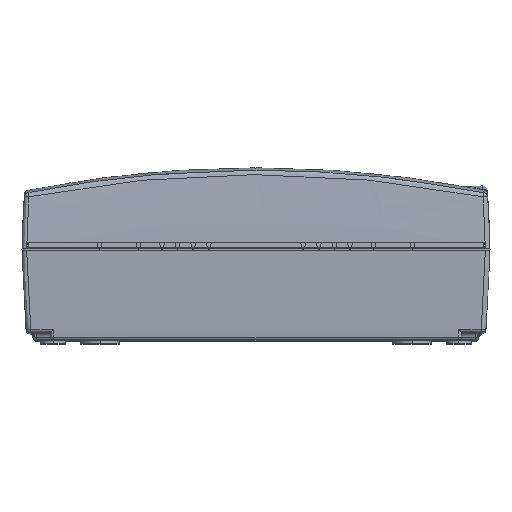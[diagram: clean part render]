
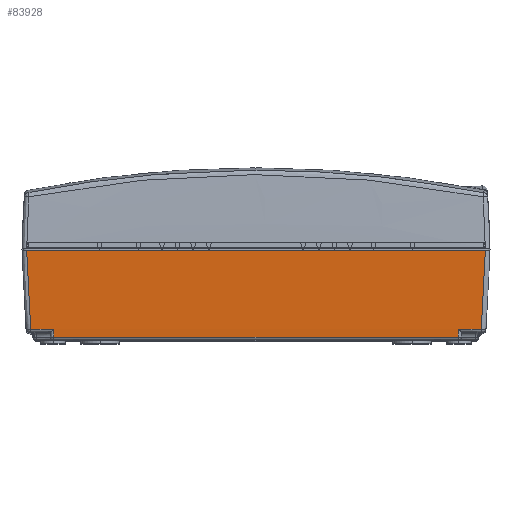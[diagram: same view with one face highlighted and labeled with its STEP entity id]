
A CAD part, top view. The second image highlights one B-rep face of the part: STEP entity #83928.
In plain terms, the highlighted cylindrical face has radius 1000 mm (diameter 2000 mm), a partial arc.
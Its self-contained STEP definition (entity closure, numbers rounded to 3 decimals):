
#9045 = LINE ( 'NONE', #21122, #9047 ) ;
#9047 = VECTOR ( 'NONE', #21125, 1000. ) ;
#9054 = VECTOR ( 'NONE', #21211, 1000. ) ;
#9057 = LINE ( 'NONE', #21209, #9054 ) ;
#9085 = LINE ( 'NONE', #21385, #9094 ) ;
#9094 = VECTOR ( 'NONE', #21401, 1000. ) ;
#21056 = CARTESIAN_POINT ( 'NONE',  ( -129.788, 3.506, 197.125 ) ) ;
#21082 = CARTESIAN_POINT ( 'NONE',  ( -129.73, 1.836, 196.988 ) ) ;
#21086 = CARTESIAN_POINT ( 'NONE',  ( -129.846, 5.176, 197.258 ) ) ;
#21088 = CARTESIAN_POINT ( 'NONE',  ( -129.904, 6.846, 197.387 ) ) ;
#21122 = CARTESIAN_POINT ( 'NONE',  ( 0., 6.846, 197.387 ) ) ;
#21125 = DIRECTION ( 'NONE',  ( -1., 0., 0. ) ) ;
#21131 = CARTESIAN_POINT ( 'NONE',  ( -144.396, 6.846, 197.387 ) ) ;
#21133 = CARTESIAN_POINT ( 'NONE',  ( -144.781, 11.866, 197.774 ) ) ;
#21161 = CARTESIAN_POINT ( 'NONE',  ( -145.548, 22.94, 198.543 ) ) ;
#21162 = CARTESIAN_POINT ( 'NONE',  ( -146.436, 39.827, 199.434 ) ) ;
#21163 = CARTESIAN_POINT ( 'NONE',  ( -146.85, 51.698, 199.848 ) ) ;
#21164 = CARTESIAN_POINT ( 'NONE',  ( -147.001, 57.5, 200. ) ) ;
#21165 = CARTESIAN_POINT ( 'NONE',  ( 147.001, 57.5, 200. ) ) ;
#21166 = CARTESIAN_POINT ( 'NONE',  ( 146.571, 40.579, 199.557 ) ) ;
#21181 = CARTESIAN_POINT ( 'NONE',  ( 129.788, 3.506, 197.125 ) ) ;
#21182 = CARTESIAN_POINT ( 'NONE',  ( 129.846, 5.176, 197.258 ) ) ;
#21183 = CARTESIAN_POINT ( 'NONE',  ( 145.677, 23.681, 198.684 ) ) ;
#21184 = CARTESIAN_POINT ( 'NONE',  ( 144.396, 6.846, 197.387 ) ) ;
#21186 = CARTESIAN_POINT ( 'NONE',  ( 129.904, 6.846, 197.387 ) ) ;
#21188 = CARTESIAN_POINT ( 'NONE',  ( 129.73, 1.836, 196.988 ) ) ;
#21209 = CARTESIAN_POINT ( 'NONE',  ( 0., 6.846, 197.387 ) ) ;
#21211 = DIRECTION ( 'NONE',  ( -1., 0., 0. ) ) ;
#21385 = CARTESIAN_POINT ( 'NONE',  ( -156., 57.5, 200. ) ) ;
#21401 = DIRECTION ( 'NONE',  ( 1., 0., 0. ) ) ;
#21879 = DIRECTION ( 'NONE',  ( 1., 0., 0. ) ) ;
#21880 = CARTESIAN_POINT ( 'NONE',  ( 0., 1.836, 196.988 ) ) ;
#23331 = LINE ( 'NONE', #21880, #23337 ) ;
#23337 = VECTOR ( 'NONE', #21879, 1000. ) ;
#59745 = CARTESIAN_POINT ( 'NONE',  ( -144.396, 6.846, 197.387 ) ) ;
#59748 = CARTESIAN_POINT ( 'NONE',  ( 144.396, 6.846, 197.387 ) ) ;
#59773 = CARTESIAN_POINT ( 'NONE',  ( -129.73, 1.836, 196.988 ) ) ;
#59779 = CARTESIAN_POINT ( 'NONE',  ( 129.904, 6.846, 197.387 ) ) ;
#59780 = CARTESIAN_POINT ( 'NONE',  ( 129.73, 1.836, 196.988 ) ) ;
#59781 = CARTESIAN_POINT ( 'NONE',  ( -147.001, 57.5, 200. ) ) ;
#59782 = CARTESIAN_POINT ( 'NONE',  ( -129.904, 6.846, 197.387 ) ) ;
#59785 = CARTESIAN_POINT ( 'NONE',  ( 147.001, 57.5, 200. ) ) ;
#76329 = B_SPLINE_CURVE_WITH_KNOTS ( 'NONE', 3,
 ( #21082, #21056, #21086, #21088 ),
 .UNSPECIFIED., .F., .F.,
 ( 4, 4 ),
 ( 0., 1. ),
 .UNSPECIFIED. ) ;
#76341 =( BOUNDED_CURVE ( )  B_SPLINE_CURVE ( 3, ( #21131, #21133, #21161, #21162, #21163, #21164 ),
 .UNSPECIFIED., .F., .F. ) 
 B_SPLINE_CURVE_WITH_KNOTS ( ( 4, 1, 1, 4 ),
 ( 0., 0.298, 0.657, 1. ),
 .UNSPECIFIED. ) 
 CURVE ( )  GEOMETRIC_REPRESENTATION_ITEM ( )  RATIONAL_B_SPLINE_CURVE ( ( 1.171, 1.171, 1.171, 1.171, 1.171, 1.171 ) ) 
 REPRESENTATION_ITEM ( '' )  );
#76347 = B_SPLINE_CURVE_WITH_KNOTS ( 'NONE', 3,
 ( #21165, #21166, #21183, #21184 ),
 .UNSPECIFIED., .F., .F.,
 ( 4, 4 ),
 ( 0., 1. ),
 .UNSPECIFIED. ) ;
#76349 = B_SPLINE_CURVE_WITH_KNOTS ( 'NONE', 3,
 ( #21186, #21182, #21181, #21188 ),
 .UNSPECIFIED., .F., .F.,
 ( 4, 4 ),
 ( 0., 1. ),
 .UNSPECIFIED. ) ;
#83928 = ADVANCED_FACE ( 'NONE', ( #146175 ), #146177, .T. ) ;
#91968 = EDGE_CURVE ( 'NONE', #126095, #126114, #76329, .T. ) ;
#91972 = EDGE_CURVE ( 'NONE', #126114, #126040, #9045, .T. ) ;
#91975 = EDGE_CURVE ( 'NONE', #126040, #126112, #76341, .T. ) ;
#91977 = EDGE_CURVE ( 'NONE', #126121, #126047, #76347, .T. ) ;
#91978 = EDGE_CURVE ( 'NONE', #126108, #126110, #76349, .T. ) ;
#91983 = EDGE_CURVE ( 'NONE', #126047, #126108, #9057, .T. ) ;
#92005 = EDGE_CURVE ( 'NONE', #126112, #126121, #9085, .T. ) ;
#92152 = EDGE_CURVE ( 'NONE', #126095, #126110, #23331, .T. ) ;
#126040 = VERTEX_POINT ( 'NONE', #59745 ) ;
#126047 = VERTEX_POINT ( 'NONE', #59748 ) ;
#126095 = VERTEX_POINT ( 'NONE', #59773 ) ;
#126108 = VERTEX_POINT ( 'NONE', #59779 ) ;
#126110 = VERTEX_POINT ( 'NONE', #59780 ) ;
#126112 = VERTEX_POINT ( 'NONE', #59781 ) ;
#126114 = VERTEX_POINT ( 'NONE', #59782 ) ;
#126121 = VERTEX_POINT ( 'NONE', #59785 ) ;
#127186 = EDGE_LOOP ( 'NONE', ( #136868, #136871, #136873, #136875, #136877, #136879, #136881, #136884 ) ) ;
#136868 = ORIENTED_EDGE ( 'NONE', *, *, #92005, .F. ) ;
#136871 = ORIENTED_EDGE ( 'NONE', *, *, #91975, .F. ) ;
#136873 = ORIENTED_EDGE ( 'NONE', *, *, #91972, .F. ) ;
#136875 = ORIENTED_EDGE ( 'NONE', *, *, #91968, .F. ) ;
#136877 = ORIENTED_EDGE ( 'NONE', *, *, #92152, .T. ) ;
#136879 = ORIENTED_EDGE ( 'NONE', *, *, #91978, .F. ) ;
#136881 = ORIENTED_EDGE ( 'NONE', *, *, #91983, .F. ) ;
#136884 = ORIENTED_EDGE ( 'NONE', *, *, #91977, .F. ) ;
#146175 = FACE_OUTER_BOUND ( 'NONE', #127186, .T. ) ;
#146177 = CYLINDRICAL_SURFACE ( 'NONE', #150337, 1000. ) ;
#150337 = AXIS2_PLACEMENT_3D ( 'NONE', #159473, #159457, #159456 ) ;
#159456 = DIRECTION ( 'NONE',  ( 0., 0., -1. ) ) ;
#159457 = DIRECTION ( 'NONE',  ( 1., 0., 0. ) ) ;
#159473 = CARTESIAN_POINT ( 'NONE',  ( -148.765, 83.677, -799.657 ) ) ;
